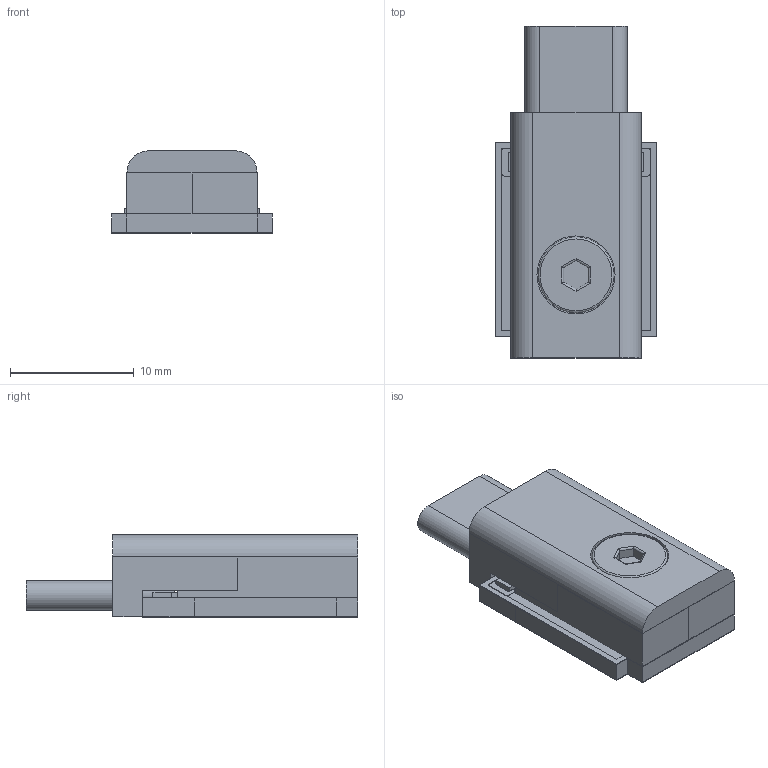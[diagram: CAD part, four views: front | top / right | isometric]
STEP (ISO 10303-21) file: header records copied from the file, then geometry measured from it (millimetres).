
FILE_DESCRIPTION(/* description */ ('KiCad electronic assembly'),/* implementation_level */ '2;1');
FILE_NAME(/* name */ 'CAD.step',/* time_stamp */ '2026-02-11T23:29:47Z',/* author */ (''),/* organization */ (''),/* preprocessor_version */ 'ST-DEVELOPER v20.1',/* originating_system */ 'Autodesk Translation Framework v14.24.0.0',/* authorisation */ '');
FILE_SCHEMA (('AUTOMOTIVE_DESIGN { 1 0 10303 214 3 1 1 }'));
Length unit declared in the file: millimetre
Products named in the file (17): v1 1; terminal; USB port; Component4; required depth; m3 x4; case; Component10; Component8; Component9; v1.2 1; v1_copper; v1_pad; v1_via; v1_soldermask; v1_soldermask_1; v1_PCB
Assembly tree (16 placements, depth 3):
  v1 1
    terminal
    USB port
      Component4
      required depth
    m3 x4
    case
      Component10
      Component8
      Component9
    v1.2 1
      v1_copper
      v1_pad
      v1_via
      v1_soldermask
      v1_soldermask_1
      v1_PCB
Bounding box: 13 x 26.81 x 6.65 mm (x, y, z)
Volume: 1355 mm3; surface area: 3396.3 mm2
Topology: 52 solids, 54 shells, 995 faces, 2842 edges, 1956 vertices
Faces by surface type: plane 733, cylinder 255, bspline 4, torus 3
Full cylindrical faces by diameter (mm): 0.275 x10, 0.3 x10, 1.85 x6, 2.356 x2, 2.529 x1, 2.927 x4, 3.086 x1, 4 x1, 4.4 x1, 6.1 x1, 6.3 x1
Entity records: 34962 total; most frequent: CARTESIAN_POINT 7880, ORIENTED_EDGE 5494, DIRECTION 5383, EDGE_CURVE 2842, LINE 2225, VECTOR 2225, VERTEX_POINT 1956, AXIS2_PLACEMENT_3D 1579
